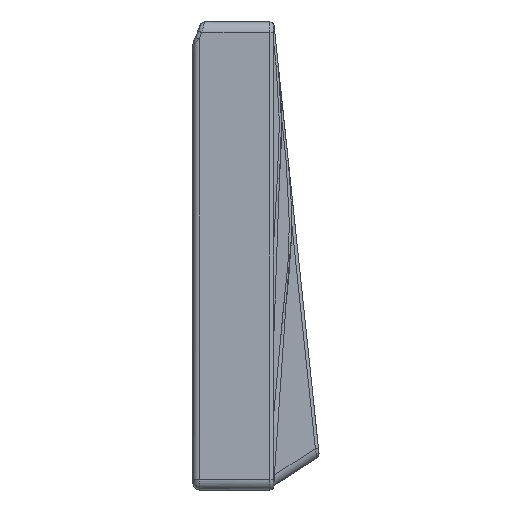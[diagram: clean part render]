
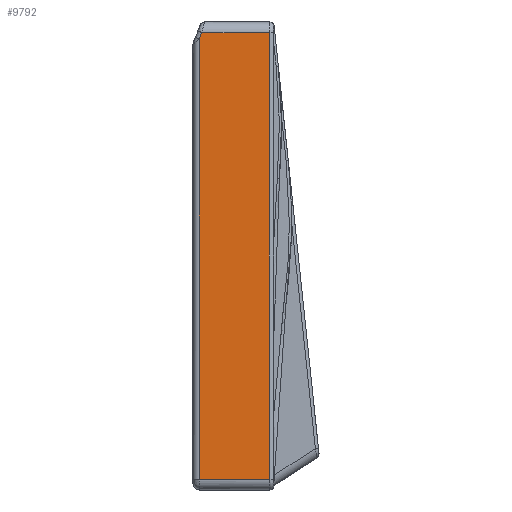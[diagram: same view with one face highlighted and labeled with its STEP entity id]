
A CAD part, left-side view. The second image highlights one B-rep face of the part: STEP entity #9792.
In plain terms, the highlighted planar face has unit normal (-1, 0, 0).
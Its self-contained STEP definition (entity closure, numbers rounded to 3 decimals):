
#93=PLANE('',#10435);
#520=FACE_OUTER_BOUND('',#1089,.T.);
#1089=EDGE_LOOP('',(#6881,#6882,#6883,#6884,#6885));
#2465=LINE('',#22146,#3182);
#2466=LINE('',#22149,#3183);
#2468=LINE('',#22164,#3185);
#2469=LINE('',#22166,#3186);
#2470=LINE('',#22167,#3187);
#3182=VECTOR('',#11666,1.);
#3183=VECTOR('',#11669,1000.);
#3185=VECTOR('',#11673,1.5);
#3186=VECTOR('',#11674,1000.);
#3187=VECTOR('',#11675,10.);
#4112=VERTEX_POINT('',#22018);
#4126=VERTEX_POINT('',#22142);
#4127=VERTEX_POINT('',#22148);
#4129=VERTEX_POINT('',#22163);
#4130=VERTEX_POINT('',#22165);
#5225=EDGE_CURVE('',#4126,#4112,#2465,.T.);
#5226=EDGE_CURVE('',#4127,#4112,#2466,.T.);
#5229=EDGE_CURVE('',#4126,#4129,#2468,.T.);
#5230=EDGE_CURVE('',#4129,#4130,#2469,.T.);
#5231=EDGE_CURVE('',#4130,#4127,#2470,.T.);
#6881=ORIENTED_EDGE('',*,*,#5225,.F.);
#6882=ORIENTED_EDGE('',*,*,#5229,.T.);
#6883=ORIENTED_EDGE('',*,*,#5230,.T.);
#6884=ORIENTED_EDGE('',*,*,#5231,.T.);
#6885=ORIENTED_EDGE('',*,*,#5226,.T.);
#9792=ADVANCED_FACE('',(#520),#93,.F.);
#10435=AXIS2_PLACEMENT_3D('',#22162,#11671,#11672);
#11666=DIRECTION('',(0.,-0.371,0.928));
#11669=DIRECTION('',(0.,1.,0.));
#11671=DIRECTION('center_axis',(1.,0.,0.));
#11672=DIRECTION('ref_axis',(0.,0.,-1.));
#11673=DIRECTION('',(0.,0.,-1.));
#11674=DIRECTION('',(0.,-1.,0.));
#11675=DIRECTION('',(0.,0.,1.));
#22018=CARTESIAN_POINT('',(-147.85,16.923,52.6));
#22142=CARTESIAN_POINT('',(-147.85,17.5,51.157));
#22146=CARTESIAN_POINT('',(-147.85,54.347,-40.961));
#22148=CARTESIAN_POINT('',(-147.85,1.,52.6));
#22149=CARTESIAN_POINT('',(-147.85,19.,52.6));
#22162=CARTESIAN_POINT('Origin',(-147.85,19.,-55.1));
#22163=CARTESIAN_POINT('',(-147.85,17.5,-52.6));
#22164=CARTESIAN_POINT('',(-147.85,17.5,-27.55));
#22165=CARTESIAN_POINT('',(-147.85,1.,-52.6));
#22166=CARTESIAN_POINT('',(-147.85,19.,-52.6));
#22167=CARTESIAN_POINT('',(-147.85,1.,-52.6));
